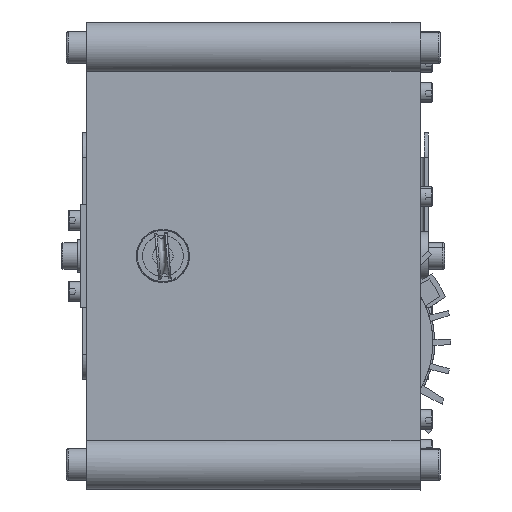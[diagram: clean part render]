
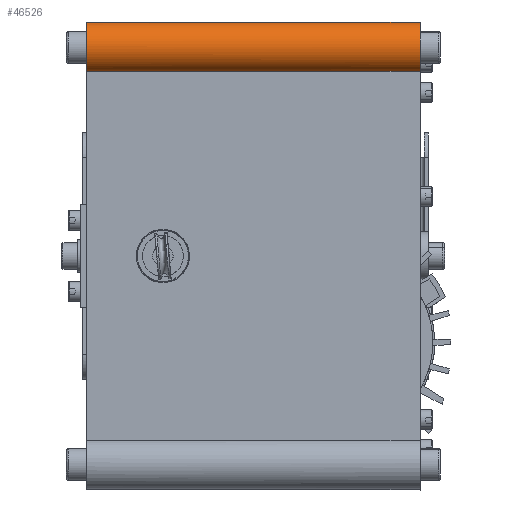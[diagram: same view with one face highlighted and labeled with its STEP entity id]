
A CAD part, front view. The second image highlights one B-rep face of the part: STEP entity #46526.
In plain terms, the highlighted cylindrical face has radius 12.5 mm (diameter 25 mm), a partial arc.
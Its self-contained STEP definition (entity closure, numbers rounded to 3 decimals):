
#1875 = ORIENTED_EDGE ( 'NONE', *, *, #17520, .T. ) ;
#2330 = VERTEX_POINT ( 'NONE', #45211 ) ;
#4054 = VERTEX_POINT ( 'NONE', #15910 ) ;
#4129 = VERTEX_POINT ( 'NONE', #40796 ) ;
#4683 = CARTESIAN_POINT ( 'NONE',  ( -163., -6.94, -7.404 ) ) ;
#6006 = CARTESIAN_POINT ( 'NONE',  ( -108.667, 4.75, 9.75 ) ) ;
#6443 = CARTESIAN_POINT ( 'NONE',  ( -54.333, 4.75, 9.75 ) ) ;
#7981 = CARTESIAN_POINT ( 'NONE',  ( 0., 0., -14.312 ) ) ;
#9918 = CARTESIAN_POINT ( 'NONE',  ( -163., 0., -14.312 ) ) ;
#10349 = CARTESIAN_POINT ( 'NONE',  ( -163., -2.08, 7.817 ) ) ;
#11217 = CARTESIAN_POINT ( 'NONE',  ( -163., -7.824, -3.189 ) ) ;
#12506 = EDGE_LOOP ( 'NONE', ( #66886, #1875, #61200, #57142 ) ) ;
#15910 = CARTESIAN_POINT ( 'NONE',  ( -163., 4.75, 9.75 ) ) ;
#16059 = CARTESIAN_POINT ( 'NONE',  ( -163., -2.557, -12.993 ) ) ;
#17520 = EDGE_CURVE ( 'NONE', #2330, #48624, #35619, .T. ) ;
#18463 = AXIS2_PLACEMENT_3D ( 'NONE', #72112, #63374, #30132 ) ;
#18684 = CARTESIAN_POINT ( 'NONE',  ( 0., -6.94, -7.404 ) ) ;
#19965 = CARTESIAN_POINT ( 'NONE',  ( 0., -7.236, 1.077 ) ) ;
#21246 = CARTESIAN_POINT ( 'NONE',  ( 0., -7.824, -3.189 ) ) ;
#23029 = CARTESIAN_POINT ( 'NONE',  ( -163., 3.317, 9.75 ) ) ;
#23926 = CARTESIAN_POINT ( 'NONE',  ( 0., -1.326, -13.768 ) ) ;
#24750 = CARTESIAN_POINT ( 'NONE',  ( -163., -4.685, -11.073 ) ) ;
#27778 = CARTESIAN_POINT ( 'NONE',  ( 0., -2.08, 7.817 ) ) ;
#30132 = DIRECTION ( 'NONE',  ( 0., 0., 1. ) ) ;
#31271 = CARTESIAN_POINT ( 'NONE',  ( -163., -5.583, -9.929 ) ) ;
#31737 = CARTESIAN_POINT ( 'NONE',  ( 0., 4.75, 9.75 ) ) ;
#31849 = FACE_OUTER_BOUND ( 'NONE', #12506, .T. ) ;
#33475 = CARTESIAN_POINT ( 'NONE',  ( 0., 1.884, 9.501 ) ) ;
#35619 = B_SPLINE_CURVE_WITH_KNOTS ( 'NONE', 3,
 ( #43303, #83091, #82654, #7981 ),
 .UNSPECIFIED., .F., .F.,
 ( 4, 4 ),
 ( 0., 1. ),
 .UNSPECIFIED. ) ;
#36126 = CARTESIAN_POINT ( 'NONE',  ( -163., -7.791, -1.735 ) ) ;
#38764 = CARTESIAN_POINT ( 'NONE',  ( 0., -7.398, -6.024 ) ) ;
#40045 = CARTESIAN_POINT ( 'NONE',  ( 0., -5.243, 4.895 ) ) ;
#40219 = B_SPLINE_CURVE_WITH_KNOTS ( 'NONE', 3,
 ( #44023, #23926, #70715, #51918, #78561, #18684, #38764, #21246, #60619, #19965, #74153, #40045, #86390, #27778, #53223, #33475, #80698, #59341 ),
 .UNSPECIFIED., .F., .F.,
 ( 4, 2, 2, 2, 2, 2, 2, 2, 4 ),
 ( 0., 0.125, 0.25, 0.375, 0.5, 0.625, 0.75, 0.875, 1. ),
 .UNSPECIFIED. ) ;
#40544 = B_SPLINE_CURVE_WITH_KNOTS ( 'NONE', 3,
 ( #31737, #6443, #6006, #64537 ),
 .UNSPECIFIED., .F., .F.,
 ( 4, 4 ),
 ( 0., 1. ),
 .UNSPECIFIED. ) ;
#40796 = CARTESIAN_POINT ( 'NONE',  ( 0., 4.75, 9.75 ) ) ;
#41824 = B_SPLINE_CURVE_WITH_KNOTS ( 'NONE', 3,
 ( #51439, #23029, #77668, #63661, #10349, #71100, #64511, #70245, #43102, #36126, #11217, #69805, #4683, #31271, #24750, #16059, #62815, #9918 ),
 .UNSPECIFIED., .F., .F.,
 ( 4, 2, 2, 2, 2, 2, 2, 2, 4 ),
 ( 0., 0.125, 0.25, 0.375, 0.5, 0.625, 0.75, 0.875, 1. ),
 .UNSPECIFIED. ) ;
#41974 = EDGE_CURVE ( 'NONE', #4054, #2330, #41824, .T. ) ;
#43102 = CARTESIAN_POINT ( 'NONE',  ( -163., -7.236, 1.077 ) ) ;
#43303 = CARTESIAN_POINT ( 'NONE',  ( -163., 0., -14.312 ) ) ;
#44023 = CARTESIAN_POINT ( 'NONE',  ( 0., 0., -14.312 ) ) ;
#45211 = CARTESIAN_POINT ( 'NONE',  ( -163., 0., -14.312 ) ) ;
#46526 = ADVANCED_FACE ( 'NONE', ( #31849 ), #64232, .T. ) ;
#48624 = VERTEX_POINT ( 'NONE', #69948 ) ;
#51439 = CARTESIAN_POINT ( 'NONE',  ( -163., 4.75, 9.75 ) ) ;
#51918 = CARTESIAN_POINT ( 'NONE',  ( 0., -4.685, -11.073 ) ) ;
#53223 = CARTESIAN_POINT ( 'NONE',  ( 0., -0.815, 8.534 ) ) ;
#57142 = ORIENTED_EDGE ( 'NONE', *, *, #59677, .T. ) ;
#59341 = CARTESIAN_POINT ( 'NONE',  ( 0., 4.75, 9.75 ) ) ;
#59677 = EDGE_CURVE ( 'NONE', #4129, #4054, #40544, .T. ) ;
#60619 = CARTESIAN_POINT ( 'NONE',  ( 0., -7.791, -1.735 ) ) ;
#61200 = ORIENTED_EDGE ( 'NONE', *, *, #76182, .T. ) ;
#62815 = CARTESIAN_POINT ( 'NONE',  ( -163., -1.326, -13.768 ) ) ;
#63374 = DIRECTION ( 'NONE',  ( -1., 0., 0. ) ) ;
#63661 = CARTESIAN_POINT ( 'NONE',  ( -163., -0.815, 8.534 ) ) ;
#64232 = CYLINDRICAL_SURFACE ( 'NONE', #18463, 12.5 ) ;
#64511 = CARTESIAN_POINT ( 'NONE',  ( -163., -5.243, 4.895 ) ) ;
#64537 = CARTESIAN_POINT ( 'NONE',  ( -163., 4.75, 9.75 ) ) ;
#66886 = ORIENTED_EDGE ( 'NONE', *, *, #41974, .T. ) ;
#69805 = CARTESIAN_POINT ( 'NONE',  ( -163., -7.398, -6.024 ) ) ;
#69948 = CARTESIAN_POINT ( 'NONE',  ( 0., 0., -14.312 ) ) ;
#70245 = CARTESIAN_POINT ( 'NONE',  ( -163., -6.714, 2.434 ) ) ;
#70715 = CARTESIAN_POINT ( 'NONE',  ( 0., -2.557, -12.993 ) ) ;
#71100 = CARTESIAN_POINT ( 'NONE',  ( -163., -4.294, 5.997 ) ) ;
#72112 = CARTESIAN_POINT ( 'NONE',  ( 0., 4.75, -2.75 ) ) ;
#74153 = CARTESIAN_POINT ( 'NONE',  ( 0., -6.714, 2.434 ) ) ;
#76182 = EDGE_CURVE ( 'NONE', #48624, #4129, #40219, .T. ) ;
#77668 = CARTESIAN_POINT ( 'NONE',  ( -163., 1.884, 9.501 ) ) ;
#78561 = CARTESIAN_POINT ( 'NONE',  ( 0., -5.583, -9.929 ) ) ;
#80698 = CARTESIAN_POINT ( 'NONE',  ( 0., 3.317, 9.75 ) ) ;
#82654 = CARTESIAN_POINT ( 'NONE',  ( -54.333, 0., -14.312 ) ) ;
#83091 = CARTESIAN_POINT ( 'NONE',  ( -108.667, 0., -14.312 ) ) ;
#86390 = CARTESIAN_POINT ( 'NONE',  ( 0., -4.294, 5.997 ) ) ;
